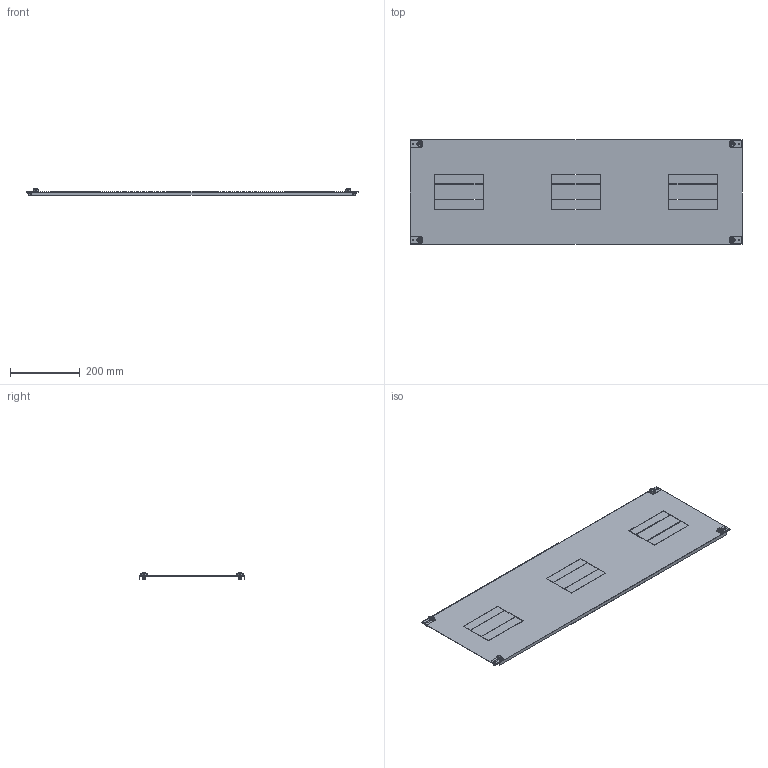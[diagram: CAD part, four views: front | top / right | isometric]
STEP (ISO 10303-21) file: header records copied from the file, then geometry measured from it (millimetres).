
FILE_DESCRIPTION((''),'2;1');
FILE_NAME('001101441_CP_3_8_2_F_ASM','2023-01-24T12:10:58',('klemen.sitar'),('Audax d.o.o.'),'CREO PARAMETRIC BY PTC INC, 2021304','CREO PARAMETRIC BY PTC INC, 2021304','');
FILE_SCHEMA(('AP242_MANAGED_MODEL_BASED_3D_ENGINEERING_MIM_LF { 1 0 10303 442 1 1 4 }'));
Products named in the file (35): PRT0002_1_1_1_1_1_1_2_3_1_1_1_1; PRT0003_1_1_1_1_1_1_2_3_1_1_1_1; BLACK_PIN_ASM_1_ASM_1_ASM_1_A_2_ASM; BLACK_PIN_COLO_ASM_1_ASM_1_AS_2_ASM; ASM0002_ASM_1_ASM_1_1_2_ASM_1_A_ASM; PRT0002_1_1_1_1_1_1_1_1_1_1; PRT0002_1_1_1_1_1_1_2_1_1_1_1_1; PRT0003_1_1_1_1_1_1_2_1_1_1_1_1; BLACK_PIN_ASM_1_ASM_1_ASM_1_A_5_ASM; BLACK_PIN_COLO_ASM_1_ASM_1_AS_5_ASM; ASM0002_ASM_1_ASM_1_1_ASM_1_1_A_ASM; 001101436_CP_1_2_F_ASM_1_A-4598_ASM; 001101436_CP_1_2_F_ASM_1_-18438_ASM; 001101437_CP_1_4_2_F_ASM_1_ASM__ASM; 001101439_CP_2_2_2_F_ASM_1_ASM__ASM; 001101436_CP_1_2_F_ASM_1_ASM__1; PRT0002_1_1_1_1_1_1_2_1_1_1_1_3; PRT0003_1_1_1_1_1_1_2_1_1_1_1_3; BLACK_PIN_ASM_1_ASM_1_ASM_1_A_6_ASM; BLACK_PIN_COLO_ASM_1_ASM_1_AS_6_ASM; ASM0002_ASM_1_ASM_1_1_ASM_1_A_2_ASM; PRT0002_1_1_1_1_1_1_2_3_1_1_1_3; PRT0003_1_1_1_1_1_1_2_3_1_1_1_3; BLACK_PIN_ASM_1_ASM_1_ASM_1_A_7_ASM; BLACK_PIN_COLO_ASM_1_ASM_1_AS_7_ASM; ASM0002_ASM_1_ASM_1_1_2_ASM_1_2_ASM; 001101436_CP_1_2_F_ASM_1_1_AS_4_ASM; ASM0001_ASM_1_1_ASM_1_1_ASM_1_1_ASM; 001101436_CP_1_2_F_ASM_1_1_AS_1_ASM; ASM0001_ASM_1_1_ASM_1_1_ASM_1_ASM; 001101437_CP_1_4_2_F_ASM_1_1__1_ASM; ASM0001_ASM_1_1_ASM_1_ASM; 001101439_CP_2_2_2_F_ASM_1_1_AS_ASM; ASM0001_ASM_1_ASM; 001101441_CP_3_8_2_F_ASM
Assembly tree (34 placements, depth 13):
  001101441_CP_3_8_2_F_ASM
    001101439_CP_2_2_2_F_ASM_1_ASM__ASM
      001101437_CP_1_4_2_F_ASM_1_ASM__ASM
        001101436_CP_1_2_F_ASM_1_-18438_ASM
          001101436_CP_1_2_F_ASM_1_A-4598_ASM
            ASM0002_ASM_1_ASM_1_1_2_ASM_1_A_ASM
              BLACK_PIN_COLO_ASM_1_ASM_1_AS_2_ASM
                BLACK_PIN_ASM_1_ASM_1_ASM_1_A_2_ASM
                  PRT0002_1_1_1_1_1_1_2_3_1_1_1_1
                  PRT0003_1_1_1_1_1_1_2_3_1_1_1_1
            PRT0002_1_1_1_1_1_1_1_1_1_1
            ASM0002_ASM_1_ASM_1_1_ASM_1_1_A_ASM
              BLACK_PIN_COLO_ASM_1_ASM_1_AS_5_ASM
                BLACK_PIN_ASM_1_ASM_1_ASM_1_A_5_ASM
                  PRT0002_1_1_1_1_1_1_2_1_1_1_1_1
                  PRT0003_1_1_1_1_1_1_2_1_1_1_1_1
    ASM0001_ASM_1_ASM
      001101439_CP_2_2_2_F_ASM_1_1_AS_ASM
        ASM0001_ASM_1_1_ASM_1_ASM
          001101437_CP_1_4_2_F_ASM_1_1__1_ASM
            ASM0001_ASM_1_1_ASM_1_1_ASM_1_ASM
              001101436_CP_1_2_F_ASM_1_1_AS_1_ASM
                001101436_CP_1_2_F_ASM_1_ASM__1
                ASM0001_ASM_1_1_ASM_1_1_ASM_1_1_ASM
                  001101436_CP_1_2_F_ASM_1_1_AS_4_ASM
Bounding box: 950 x 300 x 18.6 mm (x, y, z)
Volume: 310324 mm3; surface area: 616664.8 mm2
Topology: 18 solids, 18 shells, 416 faces, 1576 edges, 1616 vertices
Faces by surface type: plane 288, cylinder 120, cone 8
Entity records: 48378 total; most frequent: PRESENTATION_LAYER_ASSIGNMENT 14261, CARTESIAN_POINT 3872, DIRECTION 3432, ORIENTED_EDGE 2320, PRESENTATION_STYLE_ASSIGNMENT 2266, STYLED_ITEM 2266, CURVE_STYLE 2248, EDGE_CURVE 1160
